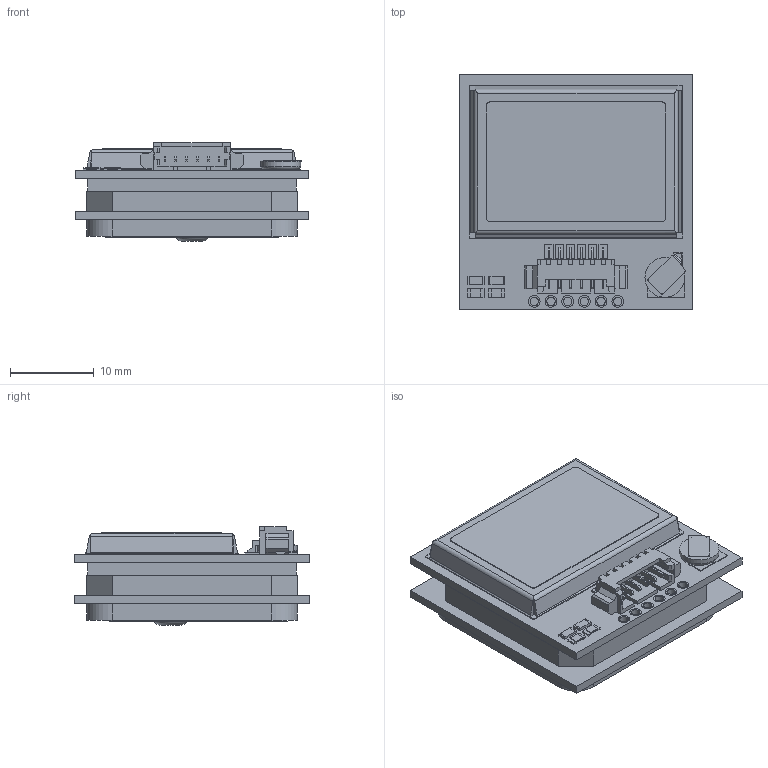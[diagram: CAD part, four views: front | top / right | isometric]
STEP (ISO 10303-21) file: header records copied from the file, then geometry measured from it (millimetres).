
FILE_DESCRIPTION(/* description */ (''),/* implementation_level */ '2;1');
FILE_NAME(/* name */ 'Beitian BN-880 GPS and Compas.step',/* time_stamp */ '2018-12-31T15:41:07+01:00',/* author */ (''),/* organization */ (''),/* preprocessor_version */ 'ST-DEVELOPER v17.2',/* originating_system */ 'Autodesk Translation Framework v7.6.0.251',/* authorisation */ '');
FILE_SCHEMA (('AUTOMOTIVE_DESIGN { 1 0 10303 214 3 1 1 }'));
Length unit declared in the file: millimetre
Products named in the file (22): Beitian BN-880 GPS and Compas; GPS Module; Connector; GPS PCB; Component4; D2; D3; Pins; Component10; PPSled; PPS; Bat pad (1); Bat pad; PPS (1); Beitian Label; TX; Battery; GPS Shield; Component19; Solder holes; TXled; TX (1)
Assembly tree (21 placements, depth 3):
  Beitian BN-880 GPS and Compas
    GPS Module
      Connector
      GPS PCB
      Component4
      D2
      D3
      Pins
      Component10
      PPSled
      PPS
      Bat pad (1)
      Bat pad
      PPS (1)
      Beitian Label
      TX
      Battery
      GPS Shield
      Component19
      Solder holes
      TXled
      TX (1)
Bounding box: 28 x 28.2 x 11.8 mm (x, y, z)
Volume: 5760.6 mm3; surface area: 11838.6 mm2
Topology: 27 solids, 27 shells, 476 faces, 1200 edges, 783 vertices
Faces by surface type: plane 424, cylinder 50, torus 2
Full cylindrical faces by diameter (mm): 1 x6, 1.4 x12, 4 x2, 4.75 x1, 5.5 x2
Entity records: 14897 total; most frequent: CARTESIAN_POINT 2517, ORIENTED_EDGE 2400, DIRECTION 2377, EDGE_CURVE 1200, LINE 1055, VECTOR 1055, VERTEX_POINT 783, AXIS2_PLACEMENT_3D 661
